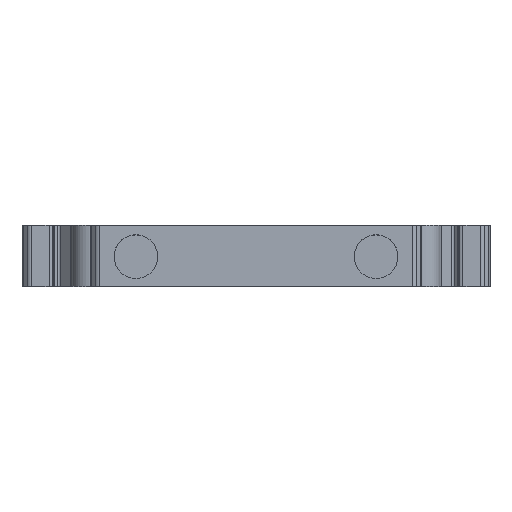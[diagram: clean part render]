
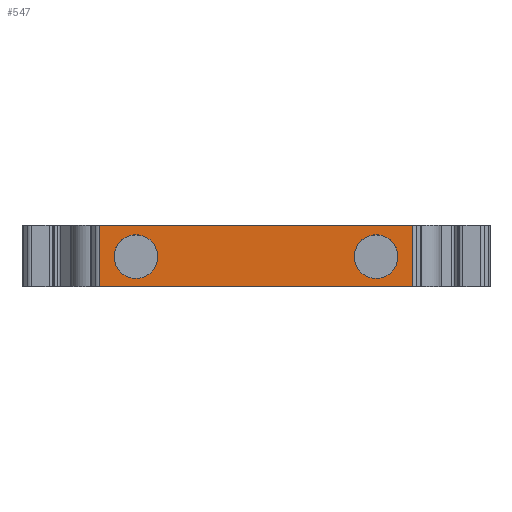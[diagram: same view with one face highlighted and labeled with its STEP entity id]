
A CAD part, top view. The second image highlights one B-rep face of the part: STEP entity #547.
In plain terms, the highlighted planar face has unit normal (0, 0, 1).
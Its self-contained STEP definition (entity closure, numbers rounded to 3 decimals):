
#547 = ADVANCED_FACE( '', ( #1104, #1105, #1106 ), #1107, .T. );
#1104 = FACE_BOUND( '', #1668, .T. );
#1105 = FACE_BOUND( '', #1669, .T. );
#1106 = FACE_OUTER_BOUND( '', #1670, .T. );
#1107 = PLANE( '', #1671 );
#1668 = EDGE_LOOP( '', ( #3412 ) );
#1669 = EDGE_LOOP( '', ( #3413 ) );
#1670 = EDGE_LOOP( '', ( #3414, #3415, #3416, #3417 ) );
#1671 = AXIS2_PLACEMENT_3D( '', #3418, #3419, #3420 );
#3412 = ORIENTED_EDGE( '', *, *, #3970, .F. );
#3413 = ORIENTED_EDGE( '', *, *, #3601, .F. );
#3414 = ORIENTED_EDGE( '', *, *, #3873, .F. );
#3415 = ORIENTED_EDGE( '', *, *, #4160, .F. );
#3416 = ORIENTED_EDGE( '', *, *, #4053, .T. );
#3417 = ORIENTED_EDGE( '', *, *, #4162, .T. );
#3418 = CARTESIAN_POINT( '', ( 16.414, 6., 18.401 ) );
#3419 = DIRECTION( '', ( 0., 0., 1. ) );
#3420 = DIRECTION( '', ( 1., 0., 0. ) );
#3601 = EDGE_CURVE( '', #4372, #4372, #4373, .T. );
#3873 = EDGE_CURVE( '', #4817, #4819, #4820, .T. );
#3970 = EDGE_CURVE( '', #4968, #4968, #4969, .T. );
#4053 = EDGE_CURVE( '', #5098, #5096, #5099, .T. );
#4160 = EDGE_CURVE( '', #5098, #4817, #5212, .T. );
#4162 = EDGE_CURVE( '', #5096, #4819, #5214, .T. );
#4372 = VERTEX_POINT( '', #5465 );
#4373 = CIRCLE( '', #5466, 2.15 );
#4817 = VERTEX_POINT( '', #6097 );
#4819 = VERTEX_POINT( '', #6099 );
#4820 = LINE( '', #6100, #6101 );
#4968 = VERTEX_POINT( '', #6299 );
#4969 = CIRCLE( '', #6300, 2.15 );
#5096 = VERTEX_POINT( '', #6501 );
#5098 = VERTEX_POINT( '', #6503 );
#5099 = LINE( '', #6504, #6505 );
#5212 = LINE( '', #6670, #6671 );
#5214 = LINE( '', #6673, #6674 );
#5465 = CARTESIAN_POINT( '', ( -7.186, 2.9, 18.401 ) );
#5466 = AXIS2_PLACEMENT_3D( '', #6862, #6863, #6864 );
#6097 = CARTESIAN_POINT( '', ( 17.857, 0., 18.401 ) );
#6099 = CARTESIAN_POINT( '', ( -12.929, 0., 18.401 ) );
#6100 = CARTESIAN_POINT( '', ( 16.414, 0., 18.401 ) );
#6101 = VECTOR( '', #7182, 1000. );
#6299 = CARTESIAN_POINT( '', ( 16.414, 2.9, 18.401 ) );
#6300 = AXIS2_PLACEMENT_3D( '', #7356, #7357, #7358 );
#6501 = CARTESIAN_POINT( '', ( -12.929, 6., 18.401 ) );
#6503 = CARTESIAN_POINT( '', ( 17.857, 6., 18.401 ) );
#6504 = CARTESIAN_POINT( '', ( 11.764, 6., 18.401 ) );
#6505 = VECTOR( '', #7512, 1000. );
#6670 = CARTESIAN_POINT( '', ( 17.857, 6., 18.401 ) );
#6671 = VECTOR( '', #7580, 1000. );
#6673 = CARTESIAN_POINT( '', ( -12.929, 6., 18.401 ) );
#6674 = VECTOR( '', #7581, 1000. );
#6862 = CARTESIAN_POINT( '', ( -9.336, 2.9, 18.401 ) );
#6863 = DIRECTION( '', ( 0., 0., 1. ) );
#6864 = DIRECTION( '', ( 1., 0., 0. ) );
#7182 = DIRECTION( '', ( -1., 0., 0. ) );
#7356 = CARTESIAN_POINT( '', ( 14.264, 2.9, 18.401 ) );
#7357 = DIRECTION( '', ( 0., 0., 1. ) );
#7358 = DIRECTION( '', ( 1., 0., 0. ) );
#7512 = DIRECTION( '', ( -1., 0., 0. ) );
#7580 = DIRECTION( '', ( 0., -1., 0. ) );
#7581 = DIRECTION( '', ( 0., -1., 0. ) );
